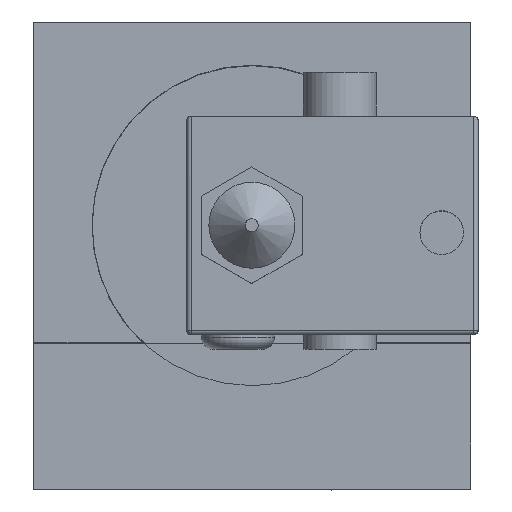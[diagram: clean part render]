
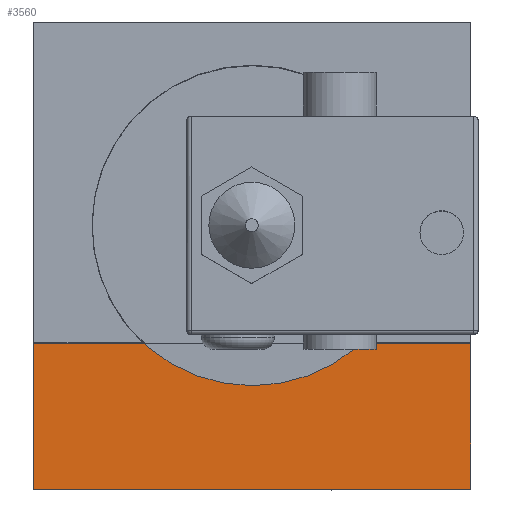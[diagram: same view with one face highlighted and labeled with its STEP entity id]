
A CAD part, top view. The second image highlights one B-rep face of the part: STEP entity #3560.
In plain terms, the highlighted face is planar.
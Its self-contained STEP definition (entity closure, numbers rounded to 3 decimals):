
#305=PLANE('',#4019);
#506=LINE('',#5915,#767);
#507=LINE('',#5918,#768);
#508=LINE('',#5920,#769);
#509=LINE('',#5921,#770);
#767=VECTOR('',#4857,10.);
#768=VECTOR('',#4860,10.);
#769=VECTOR('',#4861,10.);
#770=VECTOR('',#4862,10.);
#1105=FACE_OUTER_BOUND('',#1378,.T.);
#1378=EDGE_LOOP('',(#3012,#3013,#3014,#3015));
#1855=VERTEX_POINT('',#5911);
#1856=VERTEX_POINT('',#5913);
#1857=VERTEX_POINT('',#5917);
#1858=VERTEX_POINT('',#5919);
#2268=EDGE_CURVE('',#1855,#1856,#506,.T.);
#2269=EDGE_CURVE('',#1857,#1855,#507,.T.);
#2270=EDGE_CURVE('',#1858,#1856,#508,.T.);
#2271=EDGE_CURVE('',#1857,#1858,#509,.T.);
#3012=ORIENTED_EDGE('',*,*,#2269,.T.);
#3013=ORIENTED_EDGE('',*,*,#2268,.T.);
#3014=ORIENTED_EDGE('',*,*,#2270,.F.);
#3015=ORIENTED_EDGE('',*,*,#2271,.F.);
#3560=ADVANCED_FACE('',(#1105),#305,.T.);
#4019=AXIS2_PLACEMENT_3D('',#5916,#4858,#4859);
#4857=DIRECTION('',(0.,0.,1.));
#4858=DIRECTION('center_axis',(0.,1.,0.));
#4859=DIRECTION('ref_axis',(-1.,0.,0.));
#4860=DIRECTION('',(-1.,0.,0.));
#4861=DIRECTION('',(-1.,0.,0.));
#4862=DIRECTION('',(0.,0.,1.));
#5911=CARTESIAN_POINT('',(-15.,15.,0.));
#5913=CARTESIAN_POINT('',(-15.,15.,10.));
#5915=CARTESIAN_POINT('',(-15.,15.,0.));
#5916=CARTESIAN_POINT('Origin',(15.,15.,0.));
#5917=CARTESIAN_POINT('',(15.,15.,0.));
#5918=CARTESIAN_POINT('',(15.,15.,0.));
#5919=CARTESIAN_POINT('',(15.,15.,10.));
#5920=CARTESIAN_POINT('',(15.,15.,10.));
#5921=CARTESIAN_POINT('',(15.,15.,0.));
